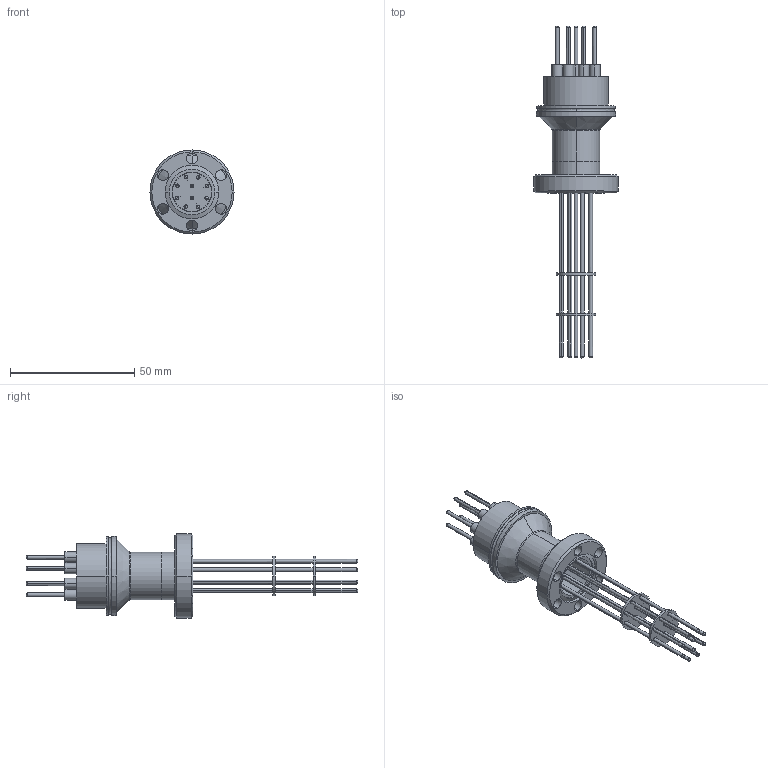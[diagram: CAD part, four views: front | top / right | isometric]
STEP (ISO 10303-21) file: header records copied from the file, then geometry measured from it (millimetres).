
FILE_DESCRIPTION (( 'STEP AP203' ), '1' );
FILE_NAME ('A0423-9-CF.STEP', '2013-04-09T13:00:13', ( '' ), ( '' ), 'SwSTEP 2.0', 'SolidWorks 2012', '' );
FILE_SCHEMA (( 'CONFIG_CONTROL_DESIGN' ));
Length unit declared in the file: inch
Products named in the file (1): A0423-9-CF
Bounding box: 33.78 x 133.35 x 33.78 mm (x, y, z)
Volume: 12723.9 mm3; surface area: 18619.2 mm2
Topology: 1 solids, 11 shells, 466 faces, 1144 edges, 726 vertices
Faces by surface type: cylinder 246, bspline 106, plane 64, cone 50
Entity records: 15469 total; most frequent: CARTESIAN_POINT 4187, DIRECTION 2562, ORIENTED_EDGE 2224, AXIS2_PLACEMENT_3D 1133, EDGE_CURVE 1112, CIRCLE 772, VERTEX_POINT 726, EDGE_LOOP 608
